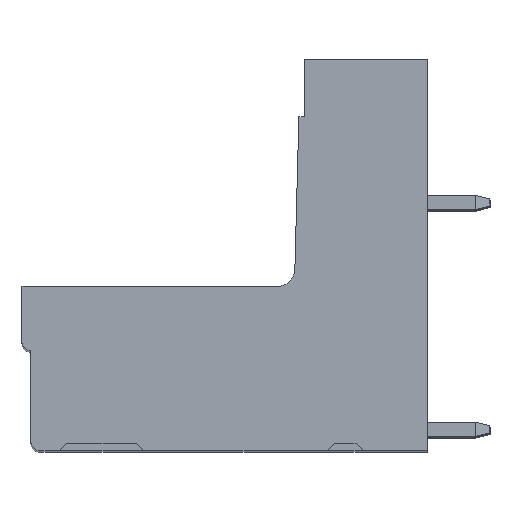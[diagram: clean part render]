
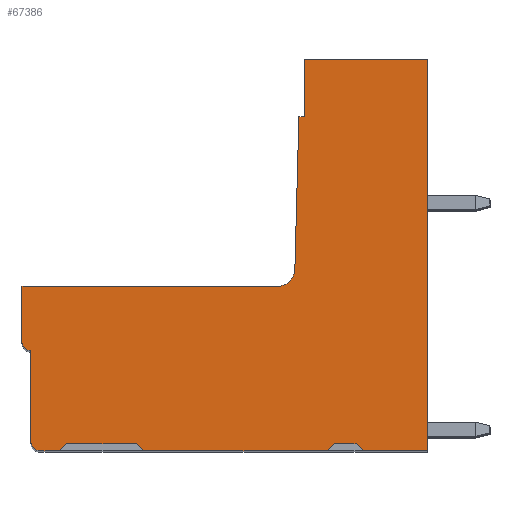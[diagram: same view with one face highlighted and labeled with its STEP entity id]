
A CAD part, top view. The second image highlights one B-rep face of the part: STEP entity #67386.
In plain terms, the highlighted planar face has unit normal (0, 0, 1).
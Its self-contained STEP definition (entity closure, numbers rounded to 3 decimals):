
#496=DIRECTION('',(-1.,0.,0.));
#497=VECTOR('',#496,6.9);
#498=CARTESIAN_POINT('',(0.006,21.9,-89.343));
#499=LINE('',#498,#497);
#10638=DIRECTION('',(0.,-1.,0.));
#10639=VECTOR('',#10638,3.2);
#10640=CARTESIAN_POINT('',(-6.894,21.9,-89.343));
#10641=LINE('',#10640,#10639);
#10646=DIRECTION('',(-1.,0.,0.));
#10647=VECTOR('',#10646,0.3);
#10648=CARTESIAN_POINT('',(-6.894,18.7,-89.343));
#10649=LINE('',#10648,#10647);
#10957=DIRECTION('',(-1.,0.,0.));
#10958=VECTOR('',#10957,14.277);
#10959=CARTESIAN_POINT('',(-8.417,9.2,-89.343));
#10960=LINE('',#10959,#10958);
#20631=DIRECTION('',(0.,-1.,0.));
#20632=VECTOR('',#20631,5.1);
#20633=CARTESIAN_POINT('',(-22.194,5.6,-89.343));
#20634=LINE('',#20633,#20632);
#20671=DIRECTION('',(1.,0.,0.));
#20672=VECTOR('',#20671,1.1);
#20673=CARTESIAN_POINT('',(-21.694,0.,-89.343));
#20674=LINE('',#20673,#20672);
#20679=DIRECTION('',(1.,0.,0.));
#20680=VECTOR('',#20679,10.3);
#20681=CARTESIAN_POINT('',(-15.894,0.,-89.343));
#20682=LINE('',#20681,#20680);
#20691=DIRECTION('',(1.,0.,0.));
#20692=VECTOR('',#20691,3.6);
#20693=CARTESIAN_POINT('',(-3.594,0.,
-89.343));
#20694=LINE('',#20693,#20692);
#20802=DIRECTION('',(-0.707,0.707,0.));
#20803=VECTOR('',#20802,0.566);
#20804=CARTESIAN_POINT('',(-15.894,0.,-89.343));
#20805=LINE('',#20804,#20803);
#20806=DIRECTION('',(-0.707,-0.707,0.));
#20807=VECTOR('',#20806,0.566);
#20808=CARTESIAN_POINT('',(-20.194,0.4,-89.343));
#20809=LINE('',#20808,#20807);
#20810=CARTESIAN_POINT('',(-21.694,0.5,-89.343));
#20811=DIRECTION('',(0.,0.,-1.));
#20812=DIRECTION('',(0.,-1.,0.));
#20813=AXIS2_PLACEMENT_3D('',#20810,#20811,#20812);
#20815=CARTESIAN_POINT('',(-22.194,6.1,-89.343));
#20816=DIRECTION('',(0.,0.,-1.));
#20817=DIRECTION('',(0.,-1.,0.));
#20818=AXIS2_PLACEMENT_3D('',#20815,#20816,#20817);
#20820=DIRECTION('',(0.,1.,0.));
#20821=VECTOR('',#20820,3.1);
#20822=CARTESIAN_POINT('',(-22.694,6.1,
-89.343));
#20823=LINE('',#20822,#20821);
#20824=CARTESIAN_POINT('',(-8.417,10.2,-89.343));
#20825=DIRECTION('',(0.,0.,1.));
#20826=DIRECTION('',(0.,-1.,0.));
#20827=AXIS2_PLACEMENT_3D('',#20824,#20825,#20826);
#20829=DIRECTION('',(0.026,1.,0.));
#20830=VECTOR('',#20829,8.529);
#20831=CARTESIAN_POINT('',(-7.417,10.174,
-89.343));
#20832=LINE('',#20831,#20830);
#20833=DIRECTION('',(0.,-1.,0.));
#20834=VECTOR('',#20833,21.9);
#20835=CARTESIAN_POINT('',(0.006,21.9,-89.343));
#20836=LINE('',#20835,#20834);
#20837=DIRECTION('',(-0.707,0.707,0.));
#20838=VECTOR('',#20837,0.566);
#20839=CARTESIAN_POINT('',(-3.594,0.,
-89.343));
#20840=LINE('',#20839,#20838);
#20841=DIRECTION('',(-0.707,-0.707,
0.));
#20842=VECTOR('',#20841,0.566);
#20843=CARTESIAN_POINT('',(-5.194,0.4,-89.343));
#20844=LINE('',#20843,#20842);
#20865=DIRECTION('',(1.,0.,0.));
#20866=VECTOR('',#20865,3.9);
#20867=CARTESIAN_POINT('',(-20.194,0.4,-89.343));
#20868=LINE('',#20867,#20866);
#20897=DIRECTION('',(1.,0.,0.));
#20898=VECTOR('',#20897,1.2);
#20899=CARTESIAN_POINT('',(-5.194,0.4,-89.343));
#20900=LINE('',#20899,#20898);
#28987=CARTESIAN_POINT('',(0.006,21.9,-89.343));
#28988=CARTESIAN_POINT('',(0.006,0.,-89.343));
#28989=VERTEX_POINT('',#28987);
#28990=VERTEX_POINT('',#28988);
#29007=CARTESIAN_POINT('',(-6.894,21.9,-89.343));
#29008=VERTEX_POINT('',#29007);
#29219=CARTESIAN_POINT('',(-6.894,18.7,-89.343));
#29220=VERTEX_POINT('',#29219);
#29221=CARTESIAN_POINT('',(-7.194,18.7,-89.343));
#29222=VERTEX_POINT('',#29221);
#29223=CARTESIAN_POINT('',(-7.417,10.174,
-89.343));
#29224=VERTEX_POINT('',#29223);
#29225=CARTESIAN_POINT('',(-8.417,9.2,-89.343));
#29226=VERTEX_POINT('',#29225);
#29227=CARTESIAN_POINT('',(-22.694,9.2,-89.343));
#29228=VERTEX_POINT('',#29227);
#29426=CARTESIAN_POINT('',(-15.894,0.,-89.343));
#29427=CARTESIAN_POINT('',(-5.594,0.,-89.343));
#29428=VERTEX_POINT('',#29426);
#29429=VERTEX_POINT('',#29427);
#29430=CARTESIAN_POINT('',(-16.294,0.4,
-89.343));
#29431=VERTEX_POINT('',#29430);
#29432=CARTESIAN_POINT('',(-20.194,0.4,-89.343));
#29433=VERTEX_POINT('',#29432);
#29434=CARTESIAN_POINT('',(-20.594,0.,-89.343));
#29435=VERTEX_POINT('',#29434);
#29436=CARTESIAN_POINT('',(-21.694,0.,-89.343));
#29437=VERTEX_POINT('',#29436);
#29438=CARTESIAN_POINT('',(-22.194,0.5,
-89.343));
#29439=VERTEX_POINT('',#29438);
#29440=CARTESIAN_POINT('',(-22.194,5.6,-89.343));
#29441=VERTEX_POINT('',#29440);
#29442=CARTESIAN_POINT('',(-22.694,6.1,
-89.343));
#29443=VERTEX_POINT('',#29442);
#29444=CARTESIAN_POINT('',(-3.594,0.,
-89.343));
#29445=VERTEX_POINT('',#29444);
#29446=CARTESIAN_POINT('',(-3.994,0.4,-89.343));
#29447=VERTEX_POINT('',#29446);
#29448=CARTESIAN_POINT('',(-5.194,0.4,-89.343));
#29449=VERTEX_POINT('',#29448);
#67353=CARTESIAN_POINT('',(-21.694,0.5,-89.343));
#67354=DIRECTION('',(0.,0.,-1.));
#67355=DIRECTION('',(-1.,0.,0.));
#67356=AXIS2_PLACEMENT_3D('',#67353,#67354,#67355);
#67357=PLANE('',#67356);
#67358=ORIENTED_EDGE('',*,*,#67200,.F.);
#67360=ORIENTED_EDGE('',*,*,#67359,.T.);
#67362=ORIENTED_EDGE('',*,*,#67361,.F.);
#67364=ORIENTED_EDGE('',*,*,#67363,.T.);
#67365=ORIENTED_EDGE('',*,*,#67192,.F.);
#67366=ORIENTED_EDGE('',*,*,#67162,.T.);
#67367=ORIENTED_EDGE('',*,*,#67147,.F.);
#67368=ORIENTED_EDGE('',*,*,#67132,.T.);
#67369=ORIENTED_EDGE('',*,*,#67117,.T.);
#67370=ORIENTED_EDGE('',*,*,#52912,.F.);
#67371=ORIENTED_EDGE('',*,*,#52897,.T.);
#67372=ORIENTED_EDGE('',*,*,#52882,.T.);
#67373=ORIENTED_EDGE('',*,*,#52867,.F.);
#67374=ORIENTED_EDGE('',*,*,#52852,.F.);
#67375=ORIENTED_EDGE('',*,*,#38047,.F.);
#67376=ORIENTED_EDGE('',*,*,#37790,.T.);
#67377=ORIENTED_EDGE('',*,*,#67208,.F.);
#67379=ORIENTED_EDGE('',*,*,#67378,.T.);
#67381=ORIENTED_EDGE('',*,*,#67380,.F.);
#67383=ORIENTED_EDGE('',*,*,#67382,.T.);
#67384=EDGE_LOOP('',(#67358,#67360,#67362,#67364,#67365,#67366,#67367,#67368,
#67369,#67370,#67371,#67372,#67373,#67374,#67375,#67376,#67377,#67379,#67381,
#67383));
#67385=FACE_OUTER_BOUND('',#67384,.F.);
#67386=ADVANCED_FACE('',(#67385),#67357,.F.);
#20814=CIRCLE('',#20813,0.5);
#20819=CIRCLE('',#20818,0.5);
#20828=CIRCLE('',#20827,1.);
#37790=EDGE_CURVE('',#28989,#28990,#20836,.T.);
#38047=EDGE_CURVE('',#28989,#29008,#499,.T.);
#52852=EDGE_CURVE('',#29008,#29220,#10641,.T.);
#52867=EDGE_CURVE('',#29220,#29222,#10649,.T.);
#52882=EDGE_CURVE('',#29224,#29222,#20832,.T.);
#52897=EDGE_CURVE('',#29226,#29224,#20828,.T.);
#52912=EDGE_CURVE('',#29226,#29228,#10960,.T.);
#67117=EDGE_CURVE('',#29443,#29228,#20823,.T.);
#67132=EDGE_CURVE('',#29441,#29443,#20819,.T.);
#67147=EDGE_CURVE('',#29441,#29439,#20634,.T.);
#67162=EDGE_CURVE('',#29437,#29439,#20814,.T.);
#67192=EDGE_CURVE('',#29437,#29435,#20674,.T.);
#67200=EDGE_CURVE('',#29428,#29429,#20682,.T.);
#67208=EDGE_CURVE('',#29445,#28990,#20694,.T.);
#67359=EDGE_CURVE('',#29428,#29431,#20805,.T.);
#67361=EDGE_CURVE('',#29433,#29431,#20868,.T.);
#67363=EDGE_CURVE('',#29433,#29435,#20809,.T.);
#67378=EDGE_CURVE('',#29445,#29447,#20840,.T.);
#67380=EDGE_CURVE('',#29449,#29447,#20900,.T.);
#67382=EDGE_CURVE('',#29449,#29429,#20844,.T.);
